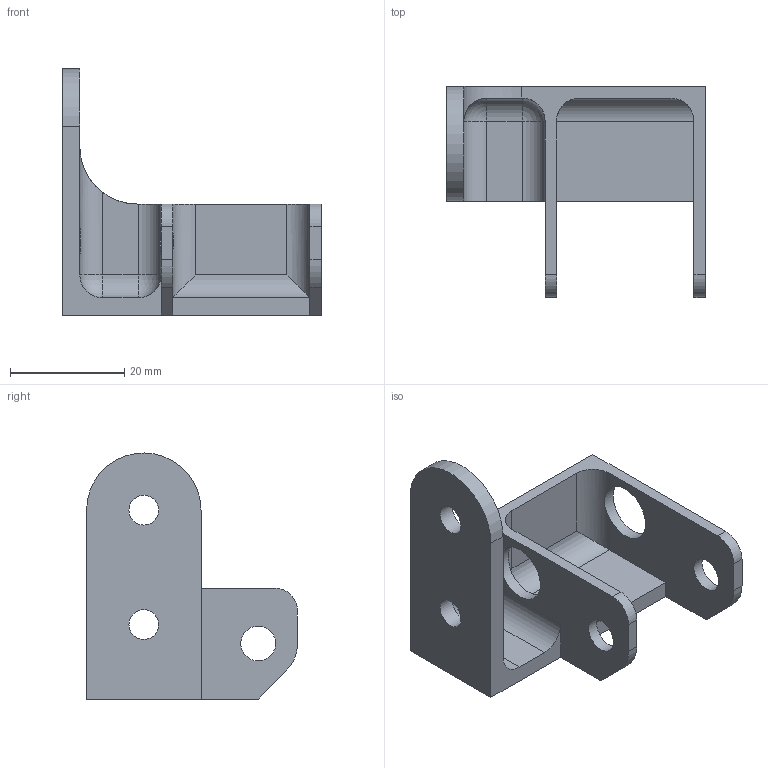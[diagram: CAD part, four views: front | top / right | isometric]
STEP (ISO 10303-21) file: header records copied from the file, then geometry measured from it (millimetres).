
FILE_DESCRIPTION( ( '' ), ' ' );
FILE_NAME( '55182d8de4b0bf004c58f2f0.step', '2015-03-29T16:51:25', ( '' ), ( '' ), ' ', ' ', ' ' );
FILE_SCHEMA( ( 'AUTOMOTIVE_DESIGN { 1 0 10303 214 1 1 1 1 }' ) );
Length unit declared in the file: metre
Products named in the file (1): Y-Upper
Bounding box: 45.2 x 36.85 x 43 mm (x, y, z)
Volume: 8695.6 mm3; surface area: 7378.4 mm2
Topology: 1 solids, 1 shells, 42 faces, 123 edges, 78 vertices
Faces by surface type: cylinder 21, plane 19, sphere 2
Full cylindrical faces by diameter (mm): 5.2 x2, 6.1 x2, 10 x2
Entity records: 1418 total; most frequent: CARTESIAN_POINT 297, DIRECTION 231, ORIENTED_EDGE 224, EDGE_CURVE 112, AXIS2_PLACEMENT_3D 81, VERTEX_POINT 75, LINE 69, VECTOR 69
